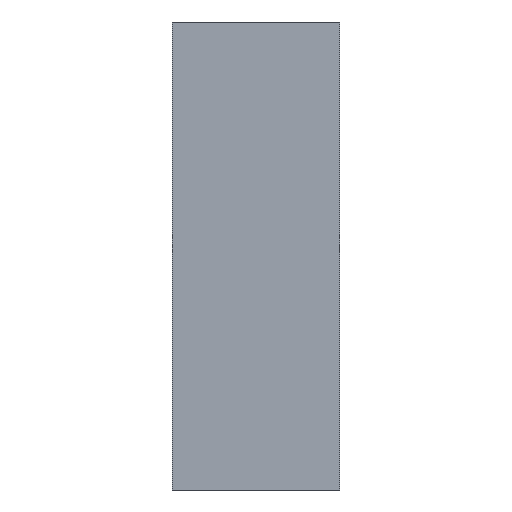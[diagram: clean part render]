
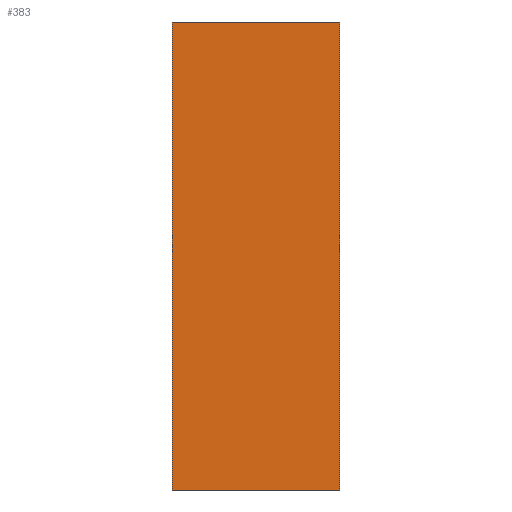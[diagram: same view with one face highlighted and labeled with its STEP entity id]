
A CAD part, left-side view. The second image highlights one B-rep face of the part: STEP entity #383.
In plain terms, the highlighted planar face has unit normal (-1, 0, 0).
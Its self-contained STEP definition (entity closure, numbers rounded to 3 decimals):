
#45 = VECTOR ( 'NONE', #1127, 1000. ) ;
#77 = LINE ( 'NONE', #1449, #1162 ) ;
#163 = VECTOR ( 'NONE', #1401, 1000. ) ;
#189 = CARTESIAN_POINT ( 'NONE',  ( -1.6, 0.5, 0.7 ) ) ;
#198 = FACE_OUTER_BOUND ( 'NONE', #1687, .T. ) ;
#203 = DIRECTION ( 'NONE',  ( 1., 0., 0. ) ) ;
#221 = DIRECTION ( 'NONE',  ( 0., -1., 0. ) ) ;
#383 = ADVANCED_FACE ( 'NONE', ( #198 ), #1634, .F. ) ;
#525 = VERTEX_POINT ( 'NONE', #189 ) ;
#548 = CARTESIAN_POINT ( 'NONE',  ( -1.6, 0.5, 0.7 ) ) ;
#592 = ORIENTED_EDGE ( 'NONE', *, *, #1315, .T. ) ;
#652 = EDGE_CURVE ( 'NONE', #1555, #525, #1447, .T. ) ;
#752 = EDGE_CURVE ( 'NONE', #1396, #1220, #1429, .T. ) ;
#767 = CARTESIAN_POINT ( 'NONE',  ( -1.6, 0., 0.7 ) ) ;
#845 = CARTESIAN_POINT ( 'NONE',  ( -1.6, 0., -0.7 ) ) ;
#914 = LINE ( 'NONE', #548, #163 ) ;
#1102 = CARTESIAN_POINT ( 'NONE',  ( -1.6, 0.5, 0. ) ) ;
#1126 = EDGE_CURVE ( 'NONE', #525, #1220, #914, .T. ) ;
#1127 = DIRECTION ( 'NONE',  ( 0., 0., 1. ) ) ;
#1162 = VECTOR ( 'NONE', #221, 1000. ) ;
#1220 = VERTEX_POINT ( 'NONE', #767 ) ;
#1223 = DIRECTION ( 'NONE',  ( 0., 0., 1. ) ) ;
#1270 = AXIS2_PLACEMENT_3D ( 'NONE', #1102, #203, #1323 ) ;
#1315 = EDGE_CURVE ( 'NONE', #1555, #1396, #77, .T. ) ;
#1316 = VECTOR ( 'NONE', #1223, 1000. ) ;
#1323 = DIRECTION ( 'NONE',  ( 0., 0., -1. ) ) ;
#1326 = ORIENTED_EDGE ( 'NONE', *, *, #1126, .F. ) ;
#1378 = CARTESIAN_POINT ( 'NONE',  ( -1.6, 0.5, -0.7 ) ) ;
#1396 = VERTEX_POINT ( 'NONE', #845 ) ;
#1401 = DIRECTION ( 'NONE',  ( 0., -1., 0. ) ) ;
#1403 = ORIENTED_EDGE ( 'NONE', *, *, #752, .T. ) ;
#1429 = LINE ( 'NONE', #1741, #1316 ) ;
#1447 = LINE ( 'NONE', #1664, #45 ) ;
#1449 = CARTESIAN_POINT ( 'NONE',  ( -1.6, 0.5, -0.7 ) ) ;
#1555 = VERTEX_POINT ( 'NONE', #1378 ) ;
#1634 = PLANE ( 'NONE',  #1270 ) ;
#1664 = CARTESIAN_POINT ( 'NONE',  ( -1.6, 0.5, 0. ) ) ;
#1687 = EDGE_LOOP ( 'NONE', ( #1403, #1326, #1717, #592 ) ) ;
#1717 = ORIENTED_EDGE ( 'NONE', *, *, #652, .F. ) ;
#1741 = CARTESIAN_POINT ( 'NONE',  ( -1.6, 0., 0. ) ) ;
